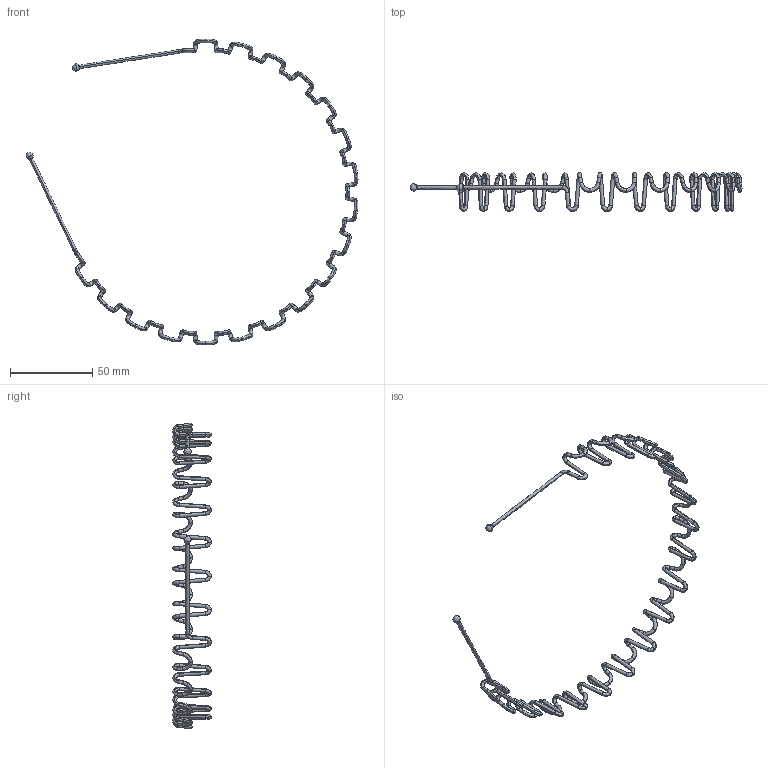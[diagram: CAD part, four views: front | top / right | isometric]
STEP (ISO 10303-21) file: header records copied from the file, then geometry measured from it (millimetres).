
FILE_DESCRIPTION(('FreeCAD Model'),'2;1');
FILE_NAME('Open CASCADE Shape Model','2025-04-27T21:45:06',('FreeCAD'),( 'FreeCAD'),'Open CASCADE STEP processor 7.6','FreeCAD','Unknown');
FILE_SCHEMA(('AUTOMOTIVE_DESIGN { 1 0 10303 214 1 1 1 1 }'));
Products named in the file (1): Open CASCADE STEP translator 7.6 1
Bounding box: 202.33 x 23.49 x 186.47 mm (x, y, z)
Surface area: 10745.1 mm2 (no closed solid volume)
Topology: 0 solids, 520 shells, 520 faces, 3396 edges, 3332 vertices
Faces by surface type: bspline 520
Entity records: 52385 total; most frequent: CARTESIAN_POINT 38175, ORIENTED_EDGE 3266, EDGE_CURVE 3266, VERTEX_POINT 3266, B_SPLINE_CURVE_WITH_KNOTS 1835, FACE_BOUND 504, EDGE_LOOP 504, SHELL_BASED_SURFACE_MODEL 502
